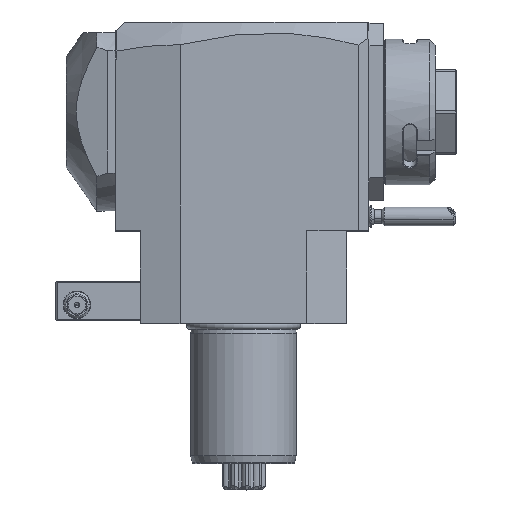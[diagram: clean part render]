
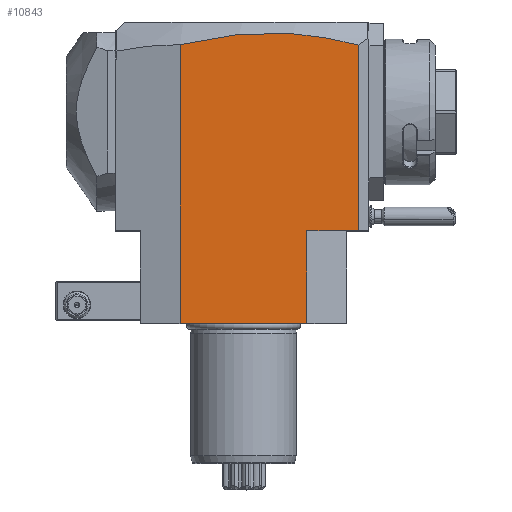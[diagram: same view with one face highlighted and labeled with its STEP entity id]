
A CAD part, top view. The second image highlights one B-rep face of the part: STEP entity #10843.
In plain terms, the highlighted planar face has unit normal (0, 0, 1).
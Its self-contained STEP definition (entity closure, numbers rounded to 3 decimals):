
#2117=DIRECTION('',(0.,-1.,0.));
#2118=VECTOR('',#2117,105.435);
#2119=CARTESIAN_POINT('',(-24.,105.435,37.5));
#2120=LINE('',#2119,#2118);
#2121=DIRECTION('',(0.,-1.,0.));
#2122=VECTOR('',#2121,70.258);
#2123=CARTESIAN_POINT('',(43.5,105.258,37.5));
#2124=LINE('',#2123,#2122);
#2125=DIRECTION('',(-1.,0.,0.));
#2126=VECTOR('',#2125,19.5);
#2127=CARTESIAN_POINT('',(43.5,35.,37.5));
#2128=LINE('',#2127,#2126);
#2129=CARTESIAN_POINT('',(-24.,105.435,37.5));
#2130=CARTESIAN_POINT('',(-18.371,106.939,37.5));
#2131=CARTESIAN_POINT('',(-7.115,109.162,37.5));
#2132=CARTESIAN_POINT('',(9.762,110.233,37.5));
#2133=CARTESIAN_POINT('',(26.635,109.072,37.5));
#2134=CARTESIAN_POINT('',(37.879,106.791,37.5));
#2135=CARTESIAN_POINT('',(43.5,105.258,37.5));
#2239=DIRECTION('',(-1.,0.,0.));
#2240=VECTOR('',#2239,48.);
#2241=CARTESIAN_POINT('',(24.,0.,37.5));
#2242=LINE('',#2241,#2240);
#4555=DIRECTION('',(0.,1.,0.));
#4556=VECTOR('',#4555,35.);
#4557=CARTESIAN_POINT('',(24.,0.,37.5));
#4558=LINE('',#4557,#4556);
#8256=VERTEX_POINT('',#2129);
#8257=VERTEX_POINT('',#2135);
#8599=CARTESIAN_POINT('',(43.5,35.,37.5));
#8600=VERTEX_POINT('',#8599);
#8641=CARTESIAN_POINT('',(24.,0.,37.5));
#8642=VERTEX_POINT('',#8641);
#8643=CARTESIAN_POINT('',(-24.,0.,37.5));
#8644=VERTEX_POINT('',#8643);
#8851=CARTESIAN_POINT('',(24.,35.,37.5));
#8852=VERTEX_POINT('',#8851);
#10826=CARTESIAN_POINT('',(-39.202,35.,37.5));
#10827=DIRECTION('',(0.,0.,1.));
#10828=DIRECTION('',(1.,0.,0.));
#10829=AXIS2_PLACEMENT_3D('',#10826,#10827,#10828);
#10830=PLANE('',#10829);
#10832=ORIENTED_EDGE('',*,*,#10831,.T.);
#10834=ORIENTED_EDGE('',*,*,#10833,.T.);
#10836=ORIENTED_EDGE('',*,*,#10835,.F.);
#10838=ORIENTED_EDGE('',*,*,#10837,.T.);
#10839=ORIENTED_EDGE('',*,*,#10813,.F.);
#10840=ORIENTED_EDGE('',*,*,#10768,.T.);
#10841=EDGE_LOOP('',(#10832,#10834,#10836,#10838,#10839,#10840));
#10842=FACE_OUTER_BOUND('',#10841,.F.);
#2136=B_SPLINE_CURVE_WITH_KNOTS('',3,(#2129,#2130,#2131,#2132,#2133,#2134,
#2135),.UNSPECIFIED.,.F.,.F.,(4,1,1,1,4),(0.,0.25,0.5,0.75,1.),
.UNSPECIFIED.);
#10768=EDGE_CURVE('',#8256,#8257,#2136,.T.);
#10813=EDGE_CURVE('',#8256,#8644,#2120,.T.);
#10831=EDGE_CURVE('',#8257,#8600,#2124,.T.);
#10833=EDGE_CURVE('',#8600,#8852,#2128,.T.);
#10835=EDGE_CURVE('',#8642,#8852,#4558,.T.);
#10837=EDGE_CURVE('',#8642,#8644,#2242,.T.);
#10843=ADVANCED_FACE('',(#10842),#10830,.T.);
